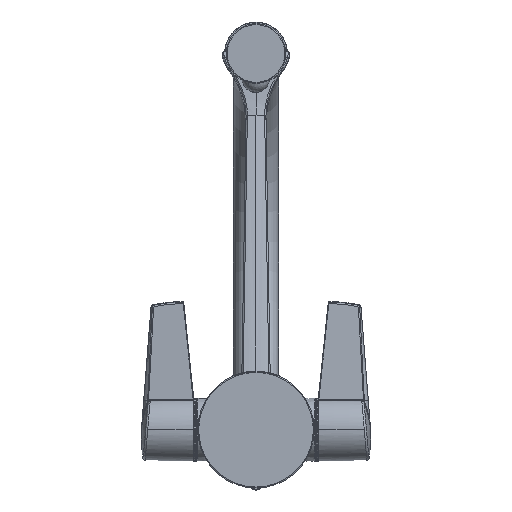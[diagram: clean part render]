
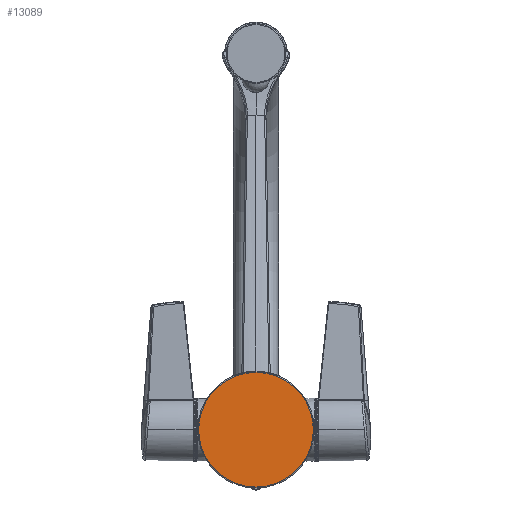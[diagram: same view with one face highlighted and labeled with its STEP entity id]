
A CAD part, front view. The second image highlights one B-rep face of the part: STEP entity #13089.
In plain terms, the highlighted planar face has unit normal (0, -1, 0).
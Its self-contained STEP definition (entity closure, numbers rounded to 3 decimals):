
#613 = CARTESIAN_POINT ( 'NONE',  ( 30.488, 0., 0. ) ) ;
#2729 = ORIENTED_EDGE ( 'NONE', *, *, #29460, .T. ) ;
#2773 = CARTESIAN_POINT ( 'NONE',  ( 0., 0., 0. ) ) ;
#3723 = AXIS2_PLACEMENT_3D ( 'NONE', #11461, #28834, #13915 ) ;
#5451 = CIRCLE ( 'NONE', #3723, 30.488 ) ;
#7739 = DIRECTION ( 'NONE',  ( 0., -1., 0. ) ) ;
#9447 = CIRCLE ( 'NONE', #27981, 30.488 ) ;
#11461 = CARTESIAN_POINT ( 'NONE',  ( 0., 0., 0. ) ) ;
#11735 = VERTEX_POINT ( 'NONE', #16481 ) ;
#13089 = ADVANCED_FACE ( 'NONE', ( #18789 ), #29599, .T. ) ;
#13164 = CARTESIAN_POINT ( 'NONE',  ( 0., 0., 0. ) ) ;
#13325 = AXIS2_PLACEMENT_3D ( 'NONE', #2773, #7739, #25136 ) ;
#13915 = DIRECTION ( 'NONE',  ( -1., 0., 0. ) ) ;
#14990 = EDGE_LOOP ( 'NONE', ( #15132, #2729 ) ) ;
#15132 = ORIENTED_EDGE ( 'NONE', *, *, #16589, .T. ) ;
#15678 = DIRECTION ( 'NONE',  ( -1., 0., 0. ) ) ;
#16481 = CARTESIAN_POINT ( 'NONE',  ( -30.488, 0., 0. ) ) ;
#16589 = EDGE_CURVE ( 'NONE', #11735, #31554, #9447, .T. ) ;
#18789 = FACE_OUTER_BOUND ( 'NONE', #14990, .T. ) ;
#25136 = DIRECTION ( 'NONE',  ( -1., 0., 0. ) ) ;
#27981 = AXIS2_PLACEMENT_3D ( 'NONE', #13164, #30582, #15678 ) ;
#28834 = DIRECTION ( 'NONE',  ( 0., -1., 0. ) ) ;
#29460 = EDGE_CURVE ( 'NONE', #31554, #11735, #5451, .T. ) ;
#29599 = PLANE ( 'NONE',  #13325 ) ;
#30582 = DIRECTION ( 'NONE',  ( 0., -1., 0. ) ) ;
#31554 = VERTEX_POINT ( 'NONE', #613 ) ;
